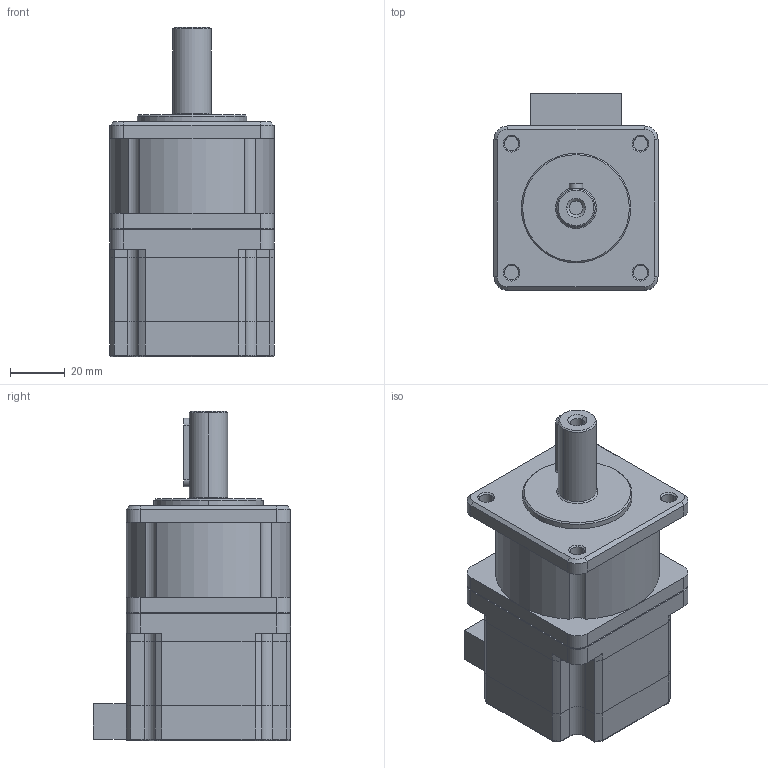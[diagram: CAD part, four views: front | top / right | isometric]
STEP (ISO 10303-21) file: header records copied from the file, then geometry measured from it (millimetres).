
FILE_DESCRIPTION (( 'STEP AP203' ), '1' );
FILE_NAME ('M060C010-03(STP-60D1017).STEP', '2020-04-20T12:31:05', ( '' ), ( '' ), 'SwSTEP 2.0', 'SolidWorks 2018', '' );
FILE_SCHEMA (( 'CONFIG_CONTROL_DESIGN' ));
Length unit declared in the file: millimetre
Products named in the file (1): M060C010-03(STP-60D1017)
Bounding box: 60 x 72 x 120.3 mm (x, y, z)
Volume: 281866.6 mm3; surface area: 44051.4 mm2
Topology: 5 solids, 5 shells, 206 faces, 510 edges, 318 vertices
Faces by surface type: cylinder 86, plane 84, cone 24, torus 12
Entity records: 6217 total; most frequent: CARTESIAN_POINT 1115, DIRECTION 1106, ORIENTED_EDGE 1020, EDGE_CURVE 510, AXIS2_PLACEMENT_3D 405, VERTEX_POINT 318, LINE 296, VECTOR 296
